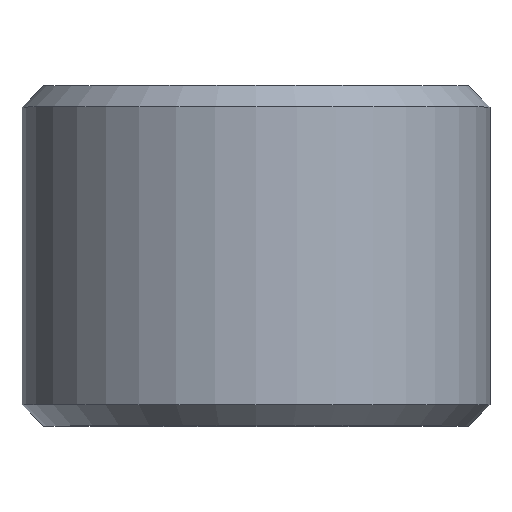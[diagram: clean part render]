
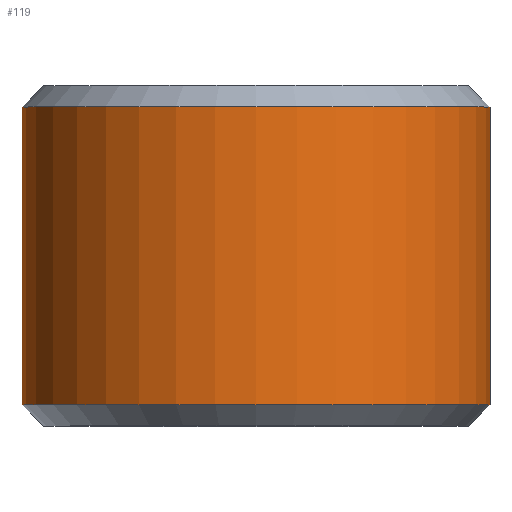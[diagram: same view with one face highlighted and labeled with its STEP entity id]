
A CAD part, top view. The second image highlights one B-rep face of the part: STEP entity #119.
In plain terms, the highlighted cylindrical face has radius 2.75 mm (diameter 5.5 mm), a full revolution.
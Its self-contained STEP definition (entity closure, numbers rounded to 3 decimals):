
#20=CYLINDRICAL_SURFACE('',#148,2.75);
#27=FACE_OUTER_BOUND('',#37,.T.);
#37=EDGE_LOOP('',(#101,#102,#103,#104));
#43=LINE('',#219,#49);
#49=VECTOR('',#187,2.75);
#57=CIRCLE('',#147,2.75);
#58=CIRCLE('',#149,2.75);
#65=VERTEX_POINT('',#213);
#66=VERTEX_POINT('',#217);
#76=EDGE_CURVE('',#65,#65,#57,.T.);
#78=EDGE_CURVE('',#66,#66,#58,.T.);
#79=EDGE_CURVE('',#66,#65,#43,.T.);
#101=ORIENTED_EDGE('',*,*,#78,.F.);
#102=ORIENTED_EDGE('',*,*,#79,.T.);
#103=ORIENTED_EDGE('',*,*,#76,.F.);
#104=ORIENTED_EDGE('',*,*,#79,.F.);
#119=ADVANCED_FACE('',(#27),#20,.T.);
#147=AXIS2_PLACEMENT_3D('',#214,#180,#181);
#148=AXIS2_PLACEMENT_3D('',#216,#183,#184);
#149=AXIS2_PLACEMENT_3D('',#218,#185,#186);
#180=DIRECTION('center_axis',(0.,-1.,0.));
#181=DIRECTION('ref_axis',(1.,0.,0.));
#183=DIRECTION('center_axis',(0.,1.,0.));
#184=DIRECTION('ref_axis',(1.,0.,0.));
#185=DIRECTION('center_axis',(0.,1.,0.));
#186=DIRECTION('ref_axis',(1.,0.,0.));
#187=DIRECTION('',(0.,-1.,0.));
#213=CARTESIAN_POINT('',(-2.75,0.25,0.));
#214=CARTESIAN_POINT('Origin',(0.,0.25,0.));
#216=CARTESIAN_POINT('Origin',(0.,0.,0.));
#217=CARTESIAN_POINT('',(-2.75,3.75,0.));
#218=CARTESIAN_POINT('Origin',(0.,3.75,0.));
#219=CARTESIAN_POINT('',(-2.75,0.,0.));
